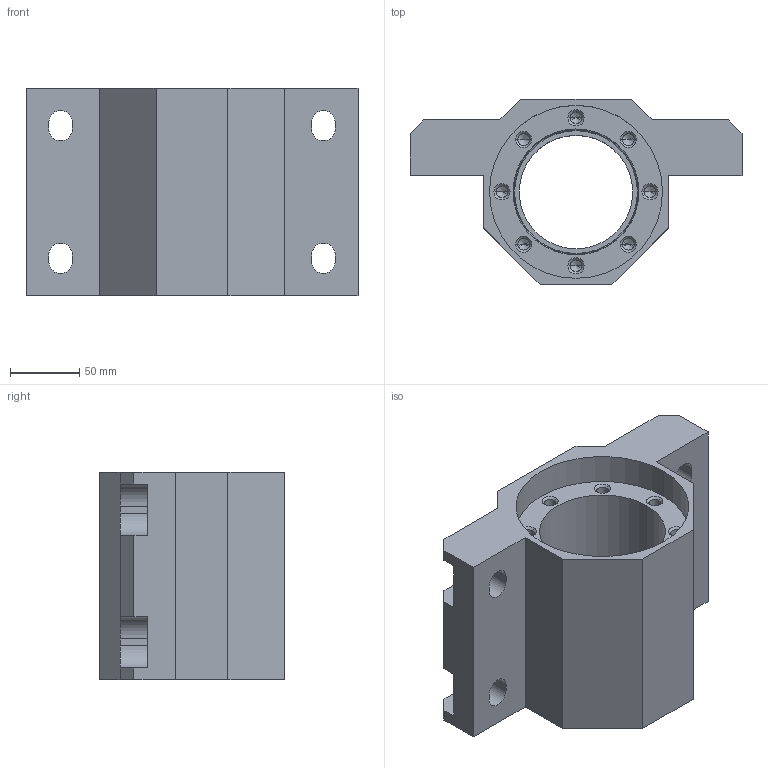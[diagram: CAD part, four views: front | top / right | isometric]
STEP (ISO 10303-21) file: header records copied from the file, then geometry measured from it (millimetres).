
FILE_DESCRIPTION (( 'STEP AP203' ), '1' );
FILE_NAME ('眝狟.733131.001 扻豵鵨.STEP', '2018-09-19T14:04:44', ( '' ), ( '' ), 'SwSTEP 2.0', 'SolidWorks 2017', '' );
FILE_SCHEMA (( 'CONFIG_CONTROL_DESIGN' ));
Length unit declared in the file: millimetre
Products named in the file (1): 眝狟.733131.001 扻豵鵨
Bounding box: 240 x 134 x 150 mm (x, y, z)
Volume: 1764593.2 mm3; surface area: 188617.1 mm2
Topology: 1 solids, 1 shells, 135 faces, 350 edges, 212 vertices
Faces by surface type: plane 49, cylinder 48, cone 36, torus 2
Entity records: 4151 total; most frequent: CARTESIAN_POINT 748, DIRECTION 720, ORIENTED_EDGE 668, EDGE_CURVE 334, AXIS2_PLACEMENT_3D 252, VECTOR 216, LINE 216, VERTEX_POINT 212
